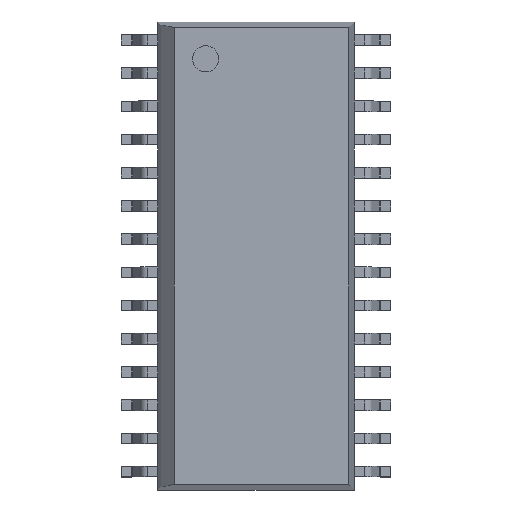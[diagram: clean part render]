
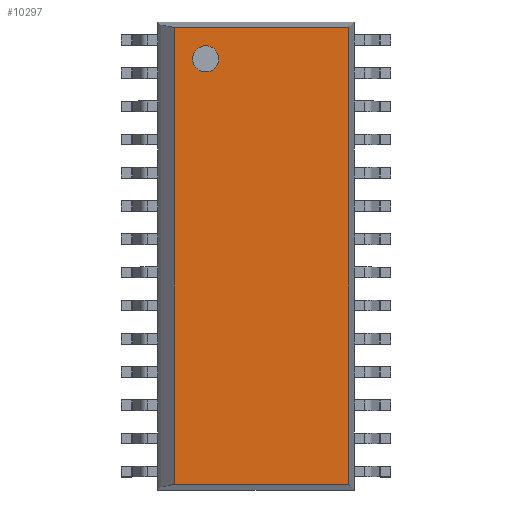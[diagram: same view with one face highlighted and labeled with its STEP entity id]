
A CAD part, top view. The second image highlights one B-rep face of the part: STEP entity #10297.
In plain terms, the highlighted planar face has unit normal (0, 0, 1).
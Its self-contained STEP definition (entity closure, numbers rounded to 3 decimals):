
#24 = VERTEX_POINT('',#25);
#25 = CARTESIAN_POINT('',(-2.477,7.529,2.75));
#31 = EDGE_CURVE('',#32,#24,#34,.T.);
#32 = VERTEX_POINT('',#33);
#33 = CARTESIAN_POINT('',(-1.477,7.529,2.75));
#34 = CIRCLE('',#35,0.5);
#35 = AXIS2_PLACEMENT_3D('',#36,#37,#38);
#36 = CARTESIAN_POINT('',(-1.977,7.529,2.75));
#37 = DIRECTION('',(0.,0.,1.));
#38 = DIRECTION('',(-1.,0.,0.));
#10168 = VERTEX_POINT('',#10169);
#10169 = CARTESIAN_POINT('',(3.489,-8.749,2.75));
#10280 = VERTEX_POINT('',#10281);
#10281 = CARTESIAN_POINT('',(3.489,8.729,2.75));
#10287 = EDGE_CURVE('',#10168,#10280,#10288,.T.);
#10288 = LINE('',#10289,#10290);
#10289 = CARTESIAN_POINT('',(3.489,-8.96,2.75));
#10290 = VECTOR('',#10291,1.);
#10291 = DIRECTION('',(0.,1.,0.));
#10297 = ADVANCED_FACE('',(#10298,#10308),#10333,.F.);
#10298 = FACE_BOUND('',#10299,.T.);
#10299 = EDGE_LOOP('',(#10300,#10307));
#10300 = ORIENTED_EDGE('',*,*,#10301,.F.);
#10301 = EDGE_CURVE('',#24,#32,#10302,.T.);
#10302 = CIRCLE('',#10303,0.5);
#10303 = AXIS2_PLACEMENT_3D('',#10304,#10305,#10306);
#10304 = CARTESIAN_POINT('',(-1.977,7.529,2.75));
#10305 = DIRECTION('',(0.,0.,1.));
#10306 = DIRECTION('',(-1.,0.,0.));
#10307 = ORIENTED_EDGE('',*,*,#31,.F.);
#10308 = FACE_BOUND('',#10309,.T.);
#10309 = EDGE_LOOP('',(#10310,#10318,#10319,#10327));
#10310 = ORIENTED_EDGE('',*,*,#10311,.T.);
#10311 = EDGE_CURVE('',#10312,#10168,#10314,.T.);
#10312 = VERTEX_POINT('',#10313);
#10313 = CARTESIAN_POINT('',(-3.177,-8.749,2.75));
#10314 = LINE('',#10315,#10316);
#10315 = CARTESIAN_POINT('',(-3.9,-8.749,2.75));
#10316 = VECTOR('',#10317,1.);
#10317 = DIRECTION('',(1.,0.,0.));
#10318 = ORIENTED_EDGE('',*,*,#10287,.T.);
#10319 = ORIENTED_EDGE('',*,*,#10320,.F.);
#10320 = EDGE_CURVE('',#10321,#10280,#10323,.T.);
#10321 = VERTEX_POINT('',#10322);
#10322 = CARTESIAN_POINT('',(-3.177,8.729,2.75));
#10323 = LINE('',#10324,#10325);
#10324 = CARTESIAN_POINT('',(-3.9,8.729,2.75));
#10325 = VECTOR('',#10326,1.);
#10326 = DIRECTION('',(1.,0.,0.));
#10327 = ORIENTED_EDGE('',*,*,#10328,.F.);
#10328 = EDGE_CURVE('',#10312,#10321,#10329,.T.);
#10329 = LINE('',#10330,#10331);
#10330 = CARTESIAN_POINT('',(-3.177,-8.96,2.75));
#10331 = VECTOR('',#10332,1.);
#10332 = DIRECTION('',(0.,1.,0.));
#10333 = PLANE('',#10334);
#10334 = AXIS2_PLACEMENT_3D('',#10335,#10336,#10337);
#10335 = CARTESIAN_POINT('',(-3.177,-8.96,2.75));
#10336 = DIRECTION('',(0.,0.,-1.));
#10337 = DIRECTION('',(1.,0.,0.));
